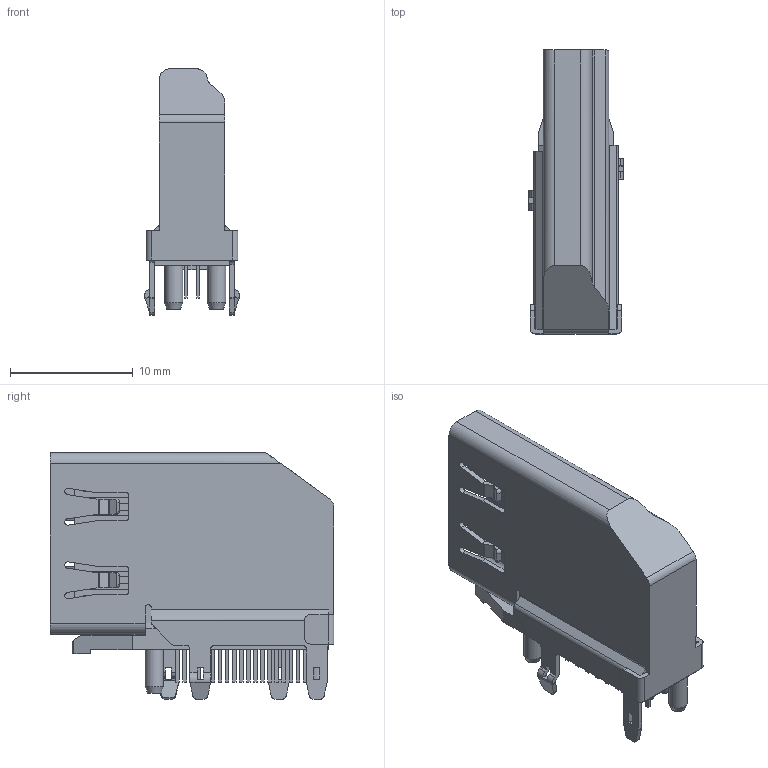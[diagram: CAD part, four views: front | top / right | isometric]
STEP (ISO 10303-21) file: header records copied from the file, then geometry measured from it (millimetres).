
FILE_DESCRIPTION(('FreeCAD Model'),'2;1');
FILE_NAME('Open CASCADE Shape Model','2025-06-20T10:51:46',( 'kicad StepUp'),('ksu MCAD'),'Open CASCADE STEP processor 7.8', 'FreeCAD','Unknown');
FILE_SCHEMA(('AUTOMOTIVE_DESIGN { 1 0 10303 214 1 1 1 1 }'));
Length unit declared in the file: millimetre
Products named in the file (1): HDMI_A_Kycon_KDMIX-SL1-NS-WS-B15_VerticalRightAngle
Bounding box: 7.74 x 23.15 x 20.1 mm (x, y, z)
Volume: 1545.5 mm3; surface area: 1802 mm2
Topology: 1 solids, 3 shells, 541 faces, 1509 edges, 993 vertices
Faces by surface type: plane 388, cylinder 143, cone 10
Full cylindrical faces by diameter (mm): 1.5 x2
Entity records: 22363 total; most frequent: CARTESIAN_POINT 3269, ORIENTED_EDGE 3018, DIRECTION 2900, EDGE_CURVE 1509, LINE 1158, VECTOR 1158, VERTEX_POINT 993, AXIS2_PLACEMENT_3D 871
